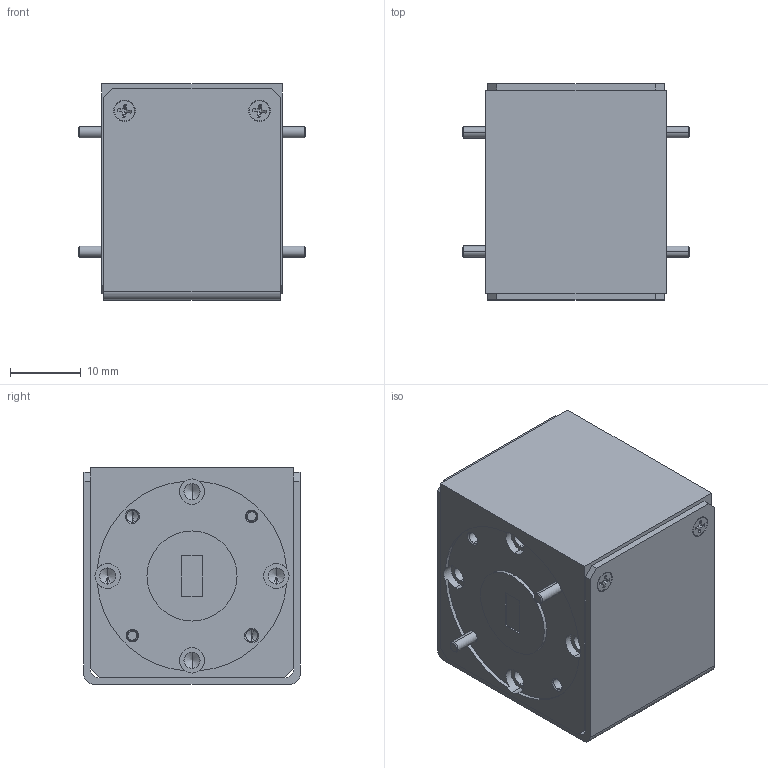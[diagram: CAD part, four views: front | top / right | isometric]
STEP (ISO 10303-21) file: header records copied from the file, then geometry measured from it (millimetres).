
FILE_DESCRIPTION (( 'STEP AP214' ), '1' );
FILE_NAME ('NW-IQ-A, Defeatured.STEP', '2022-05-10T16:29:43', ( '' ), ( '' ), 'SwSTEP 2.0', 'SolidWorks 2021', '' );
FILE_SCHEMA (( 'AUTOMOTIVE_DESIGN' ));
Length unit declared in the file: inch
Products named in the file (1): NW-IQ-A, Defeatured
Bounding box: 32.13 x 30.48 x 30.48 mm (x, y, z)
Volume: 22776.4 mm3; surface area: 6074.2 mm2
Topology: 9 solids, 9 shells, 322 faces, 810 edges, 492 vertices
Faces by surface type: plane 126, cylinder 108, cone 88
Entity records: 13758 total; most frequent: CARTESIAN_POINT 1937, DIRECTION 1612, ORIENTED_EDGE 1540, EDGE_CURVE 770, AXIS2_PLACEMENT_3D 615, VERTEX_POINT 492, LINE 382, VECTOR 382
